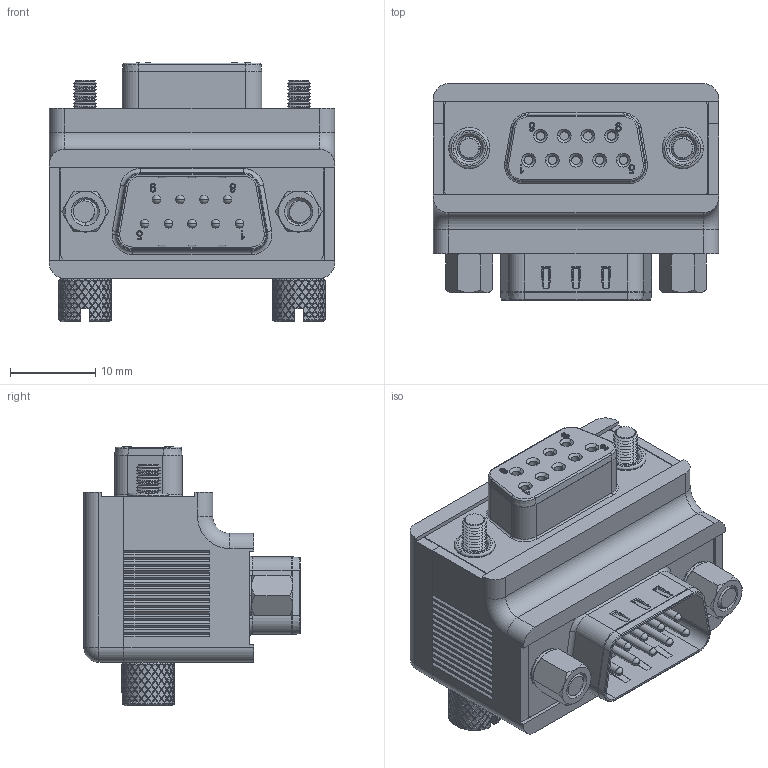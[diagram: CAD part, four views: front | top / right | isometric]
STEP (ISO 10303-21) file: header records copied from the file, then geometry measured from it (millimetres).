
FILE_DESCRIPTION (( 'STEP AP214' ), '1' );
FILE_NAME ('DG909MF2-P.STEP', '2019-03-29T19:02:06', ( '' ), ( '' ), 'SwSTEP 2.0', 'SolidWorks 2017', '' );
FILE_SCHEMA (( 'AUTOMOTIVE_DESIGN' ));
Length unit declared in the file: inch
Products named in the file (14): 1AG01-230 + 1AG01-231; 1AG01-232; 1AG01-231; 1AG01-230; DG909MF2_FPC VERSION_DEFAULT EXPLODED; 1AJ06-050; 1AC06-024___; 1AJ10-005_1AJ10-006; 1AG01-232 + 1AG01-233; DG909MF2_MA1_FPC VERVSION; 1AC06-023___; DG909MF2-P; 1BC01-076-MA1_EDGEFOLD UP; 1AG01-233
Assembly tree (15 placements, depth 4):
  DG909MF2-P
    DG909MF2_FPC VERSION_DEFAULT EXPLODED
      DG909MF2_MA1_FPC VERVSION
        1AC06-023___
        1AC06-024___
        1BC01-076-MA1_EDGEFOLD UP
      1AG01-230 + 1AG01-231
        1AG01-230
        1AG01-231
      1AG01-232 + 1AG01-233
        1AG01-233
        1AG01-232
      1AJ06-050  x2
      1AJ10-005_1AJ10-006  x2
Bounding box: 33.4 x 25.34 x 30.38 mm (x, y, z)
Volume: 8255.3 mm3; surface area: 14088.8 mm2
Topology: 13 solids, 13 shells, 4221 faces, 9646 edges, 5579 vertices
Faces by surface type: bspline 2130, cylinder 938, plane 824, cone 168, torus 135, sphere 26
Entity records: 126128 total; most frequent: CARTESIAN_POINT 63845, ORIENTED_EDGE 13750, DIRECTION 8427, EDGE_CURVE 6875, VERTEX_POINT 4112, EDGE_LOOP 3151, FACE_OUTER_BOUND 2940, ADVANCED_FACE 2940
